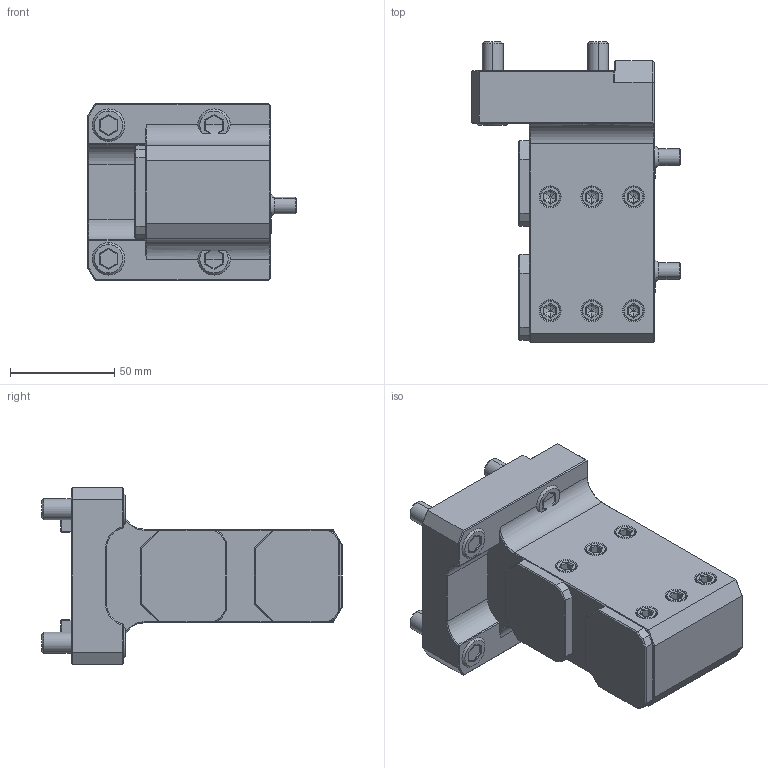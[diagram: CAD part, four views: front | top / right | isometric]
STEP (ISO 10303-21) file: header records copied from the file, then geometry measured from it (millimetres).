
FILE_DESCRIPTION((''),'2;1');
FILE_NAME('NGT_ID_20_60_325_114_935D_HA','2023-05-24T',('vali'),('NOVA GRUP'),'PRO/ENGINEER BY PARAMETRIC TECHNOLOGY CORPORATION, 2010280','PRO/ENGINEER BY PARAMETRIC TECHNOLOGY CORPORATION, 2010280','');
FILE_SCHEMA(('CONFIG_CONTROL_DESIGN'));
Length unit declared in the file: millimetre
Products named in the file (1): NGT_ID_20_60_325_114_935D_HA
Bounding box: 99.89 x 144 x 85 mm (x, y, z)
Volume: 444559.1 mm3; surface area: 60443.3 mm2
Topology: 1 solids, 1 shells, 676 faces, 1557 edges, 848 vertices
Faces by surface type: plane 300, cylinder 176, cone 118, bspline 78, sphere 4
Entity records: 22029 total; most frequent: CARTESIAN_POINT 7927, ORIENTED_EDGE 2954, DIRECTION 2681, EDGE_CURVE 1477, VECTOR 969, LINE 969, AXIS2_PLACEMENT_3D 856, VERTEX_POINT 848
